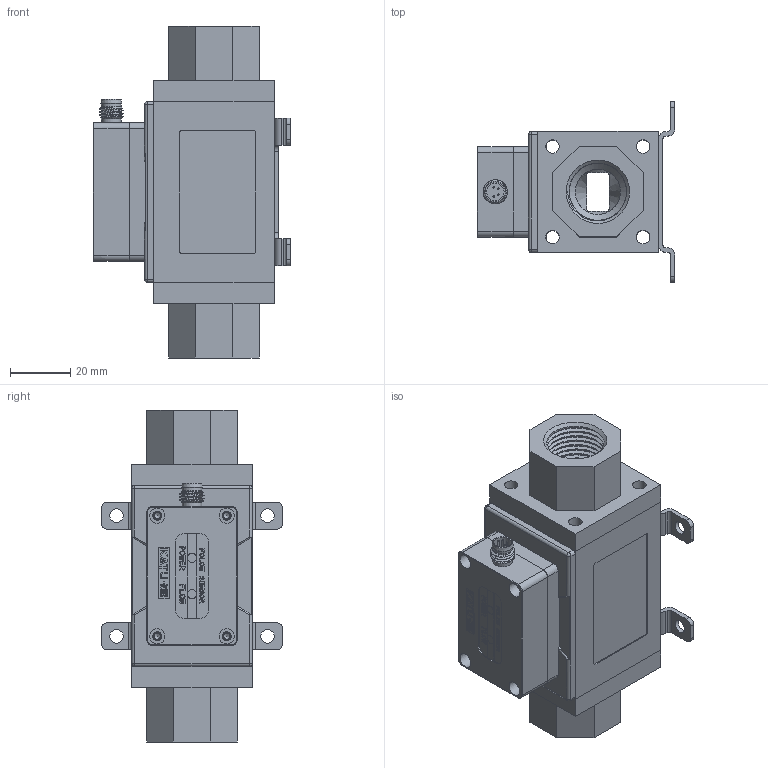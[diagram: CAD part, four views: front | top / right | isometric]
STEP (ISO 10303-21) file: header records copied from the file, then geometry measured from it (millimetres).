
FILE_DESCRIPTION(/* description */ (''),/* implementation_level */ '2;1');
FILE_NAME(/* name */ 'FTS520-040ARKM-040T.stp',/* time_stamp */ '2022-12-13T12:02:20+08:00',/* author */ (''),/* organization */ (''),/* preprocessor_version */ 'ST-DEVELOPER v16',/* originating_system */ 'SIEMENS PLM Software NX 10.0',/* authorisation */ '');
FILE_SCHEMA (('CONFIG_CONTROL_DESIGN'));
Length unit declared in the file: millimetre
Products named in the file (1): FTS520-040ARKM-040T_x_t
Bounding box: 65.5 x 60 x 110 mm (x, y, z)
Volume: 79922.9 mm3; surface area: 62952.1 mm2
Topology: 6 solids, 6 shells, 1087 faces, 2969 edges, 1967 vertices
Faces by surface type: plane 712, cylinder 212, extrusion 102, cone 41, bspline 10, sphere 8, torus 2
Full cylindrical faces by diameter (mm): 0.6 x4, 1.6 x2, 2 x1, 2.05 x7, 3 x9, 3.3 x4, 4 x5, 4.5 x24, 5 x4, 5.8 x1, 6 x2, 6.5 x2, 7 x1, 8 x7, 9.5 x1, 15 x2, 23 x4
Entity records: 42209 total; most frequent: CARTESIAN_POINT 16380, ORIENTED_EDGE 5558, DIRECTION 4563, EDGE_CURVE 2779, VERTEX_POINT 1910, VECTOR 1689, LINE 1587, AXIS2_PLACEMENT_3D 1437
